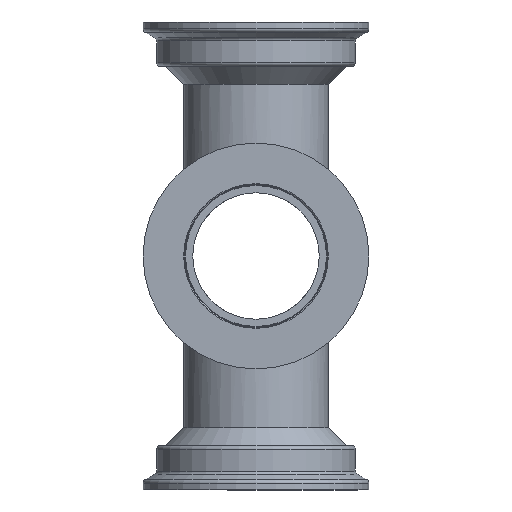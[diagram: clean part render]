
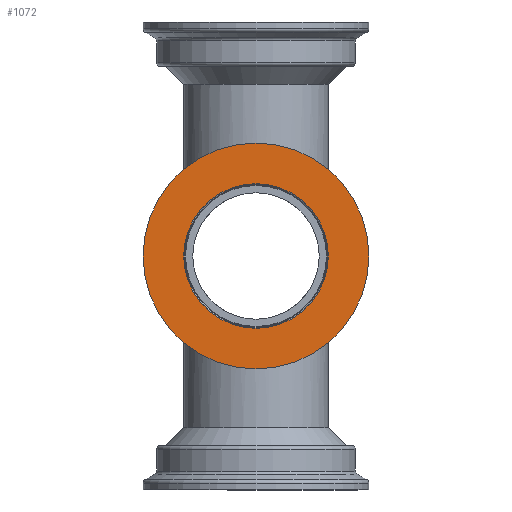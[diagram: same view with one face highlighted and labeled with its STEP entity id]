
A CAD part, left-side view. The second image highlights one B-rep face of the part: STEP entity #1072.
In plain terms, the highlighted planar face has unit normal (-1, 0, 0).
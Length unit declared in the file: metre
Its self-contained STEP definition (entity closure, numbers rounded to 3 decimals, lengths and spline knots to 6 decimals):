
#24=FACE_BOUND('',#141,.T.);
#36=PLANE('',#1184);
#79=FACE_OUTER_BOUND('',#140,.T.);
#140=EDGE_LOOP('',(#762,#763));
#141=EDGE_LOOP('',(#764));
#216=CIRCLE('',#1174,0.04);
#223=CIRCLE('',#1185,0.0625);
#224=CIRCLE('',#1186,0.0625);
#420=VERTEX_POINT('',#1847);
#426=VERTEX_POINT('',#1866);
#427=VERTEX_POINT('',#1867);
#554=EDGE_CURVE('',#420,#420,#216,.T.);
#562=EDGE_CURVE('',#426,#427,#223,.T.);
#563=EDGE_CURVE('',#427,#426,#224,.T.);
#762=ORIENTED_EDGE('',*,*,#562,.F.);
#763=ORIENTED_EDGE('',*,*,#563,.F.);
#764=ORIENTED_EDGE('',*,*,#554,.T.);
#1072=ADVANCED_FACE('',(#79,#24),#36,.T.);
#1174=AXIS2_PLACEMENT_3D('',#1849,#1423,#1424);
#1184=AXIS2_PLACEMENT_3D('',#1865,#1444,#1445);
#1185=AXIS2_PLACEMENT_3D('',#1868,#1446,#1447);
#1186=AXIS2_PLACEMENT_3D('',#1869,#1448,#1449);
#1423=DIRECTION('center_axis',(1.,0.,0.));
#1424=DIRECTION('ref_axis',(0.,0.,
-1.));
#1444=DIRECTION('center_axis',(-1.,0.,0.));
#1445=DIRECTION('ref_axis',(0.,0.,1.));
#1446=DIRECTION('center_axis',(1.,0.,0.));
#1447=DIRECTION('ref_axis',(0.,0.,
-1.));
#1448=DIRECTION('center_axis',(1.,0.,0.));
#1449=DIRECTION('ref_axis',(0.,0.,
-1.));
#1847=CARTESIAN_POINT('',(0.245,0.,0.108));
#1849=CARTESIAN_POINT('Origin',(0.245,0.,0.148));
#1865=CARTESIAN_POINT('Origin',(0.245,0.,0.148));
#1866=CARTESIAN_POINT('',(0.245,0.,0.0855));
#1867=CARTESIAN_POINT('',(0.245,0.0625,0.148));
#1868=CARTESIAN_POINT('Origin',(0.245,0.,0.148));
#1869=CARTESIAN_POINT('Origin',(0.245,0.,0.148));
